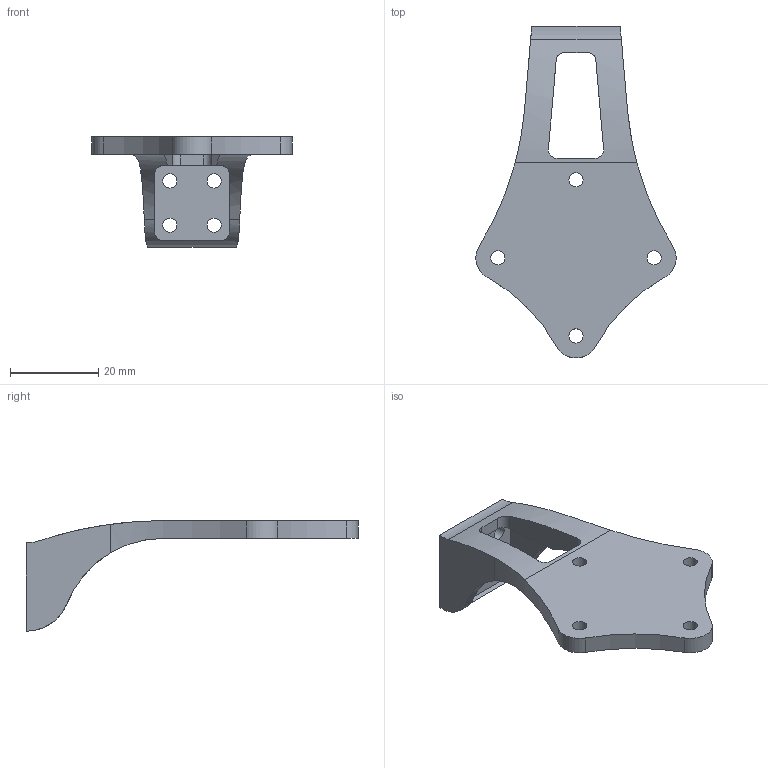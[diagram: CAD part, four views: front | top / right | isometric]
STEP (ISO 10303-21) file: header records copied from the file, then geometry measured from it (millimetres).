
FILE_DESCRIPTION(('FreeCAD Model'),'2;1');
FILE_NAME('Bras-Moteur.step','2015-09-05T12:10:51',('Author'),(''), 'Open CASCADE STEP processor 6.8','FreeCAD','Unknown');
FILE_SCHEMA(('AUTOMOTIVE_DESIGN_CC2 { 1 2 10303 214 -1 1 5 4 }'));
Length unit declared in the file: millimetre
Products named in the file (1): Pocket004
Bounding box: 45.33 x 75.16 x 25 mm (x, y, z)
Volume: 8917.6 mm3; surface area: 6185.8 mm2
Topology: 1 solids, 1 shells, 41 faces, 124 edges, 84 vertices
Faces by surface type: cylinder 27, plane 14
Full cylindrical faces by diameter (mm): 3.2 x8
Entity records: 9448 total; most frequent: CARTESIAN_POINT 7080, DIRECTION 405, ORIENTED_EDGE 248, PCURVE 248, DEFINITIONAL_REPRESENTATION 248, LINE 184, VECTOR 184, EDGE_CURVE 124
